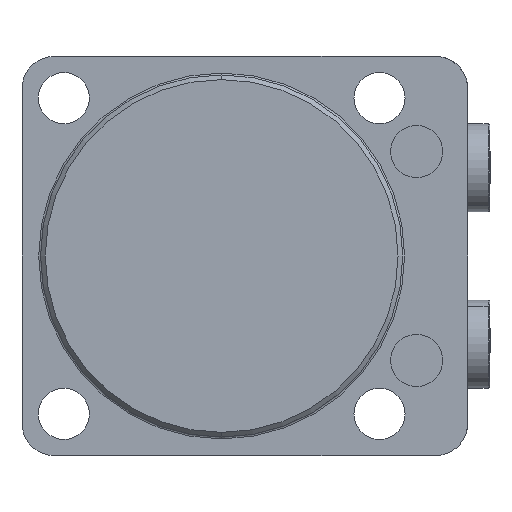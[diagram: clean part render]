
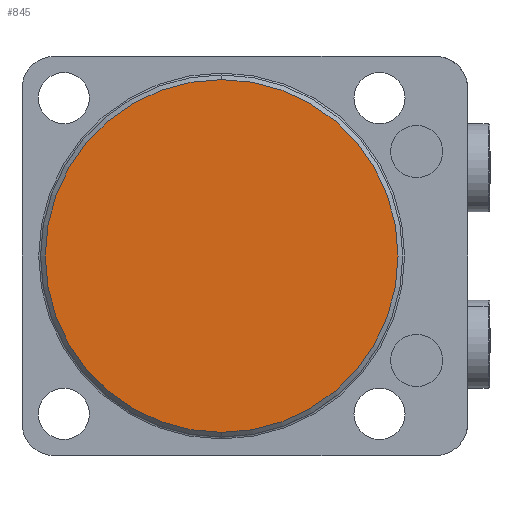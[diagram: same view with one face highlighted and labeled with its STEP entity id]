
A CAD part, front view. The second image highlights one B-rep face of the part: STEP entity #845.
In plain terms, the highlighted planar face has unit normal (0, -1, 0).
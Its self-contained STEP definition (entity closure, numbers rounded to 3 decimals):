
#144 = CIRCLE ( 'NONE', #3837, 38. ) ;
#368 = CIRCLE ( 'NONE', #3863, 38. ) ;
#482 = CARTESIAN_POINT ( 'NONE',  ( 0., 0., -38. ) ) ;
#653 = CARTESIAN_POINT ( 'NONE',  ( 0., 0., 38. ) ) ;
#845 = ADVANCED_FACE ( 'NONE', ( #1211 ), #3649, .F. ) ;
#1211 = FACE_OUTER_BOUND ( 'NONE', #1305, .T. ) ;
#1305 = EDGE_LOOP ( 'NONE', ( #1771, #1772 ) ) ;
#1415 = VERTEX_POINT ( 'NONE', #653 ) ;
#1509 = VERTEX_POINT ( 'NONE', #482 ) ;
#1771 = ORIENTED_EDGE ( 'NONE', *, *, #4283, .T. ) ;
#1772 = ORIENTED_EDGE ( 'NONE', *, *, #4218, .T. ) ;
#2531 = DIRECTION ( 'NONE',  ( 0., 0., 1. ) ) ;
#2532 = DIRECTION ( 'NONE',  ( 0., -1., 0. ) ) ;
#2533 = CARTESIAN_POINT ( 'NONE',  ( 0., 0., 0. ) ) ;
#2783 = DIRECTION ( 'NONE',  ( 0., 0., 1. ) ) ;
#2784 = DIRECTION ( 'NONE',  ( 0., -1., 0. ) ) ;
#2785 = CARTESIAN_POINT ( 'NONE',  ( 0., 0., 0. ) ) ;
#3328 = CARTESIAN_POINT ( 'NONE',  ( -43., 0., 43. ) ) ;
#3645 = DIRECTION ( 'NONE',  ( 0., 0., 1. ) ) ;
#3646 = DIRECTION ( 'NONE',  ( 0., 1., 0. ) ) ;
#3649 = PLANE ( 'NONE',  #4057 ) ;
#3837 = AXIS2_PLACEMENT_3D ( 'NONE', #2533, #2532, #2531 ) ;
#3863 = AXIS2_PLACEMENT_3D ( 'NONE', #2785, #2784, #2783 ) ;
#4057 = AXIS2_PLACEMENT_3D ( 'NONE', #3328, #3646, #3645 ) ;
#4218 = EDGE_CURVE ( 'NONE', #1509, #1415, #368, .T. ) ;
#4283 = EDGE_CURVE ( 'NONE', #1415, #1509, #144, .T. ) ;
